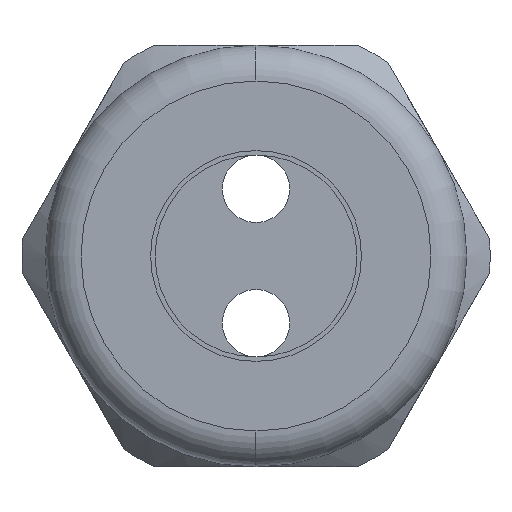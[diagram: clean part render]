
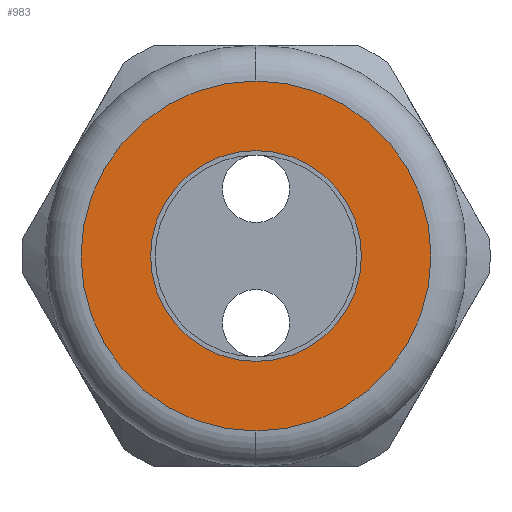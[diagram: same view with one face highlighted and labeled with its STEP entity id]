
A CAD part, left-side view. The second image highlights one B-rep face of the part: STEP entity #983.
In plain terms, the highlighted planar face has unit normal (-1, 0, 0).
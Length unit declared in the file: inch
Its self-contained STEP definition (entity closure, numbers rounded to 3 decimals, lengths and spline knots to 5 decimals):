
#409 = EDGE_CURVE ( 'NONE', #410, #573, #2291, .T. ) ;
#410 = VERTEX_POINT ( 'NONE', #2286 ) ;
#428 = EDGE_CURVE ( 'NONE', #429, #434, #2320, .T. ) ;
#429 = VERTEX_POINT ( 'NONE', #2315 ) ;
#434 = VERTEX_POINT ( 'NONE', #2366 ) ;
#573 = VERTEX_POINT ( 'NONE', #2643 ) ;
#983 = ADVANCED_FACE ( 'NONE', ( #3403, #3402 ), #3401, .T. ) ;
#984 = EDGE_LOOP ( 'NONE', ( #985, #986 ) ) ;
#985 = ORIENTED_EDGE ( 'NONE', *, *, #409, .T. ) ;
#986 = ORIENTED_EDGE ( 'NONE', *, *, #987, .T. ) ;
#987 = EDGE_CURVE ( 'NONE', #573, #410, #3396, .T. ) ;
#988 = EDGE_LOOP ( 'NONE', ( #989, #991 ) ) ;
#989 = ORIENTED_EDGE ( 'NONE', *, *, #990, .T. ) ;
#990 = EDGE_CURVE ( 'NONE', #434, #429, #3391, .T. ) ;
#991 = ORIENTED_EDGE ( 'NONE', *, *, #428, .T. ) ;
#2286 = CARTESIAN_POINT ( 'NONE',  ( -1.37, 0., 0.39 ) ) ;
#2287 = DIRECTION ( 'NONE',  ( 0., 0., 1. ) ) ;
#2288 = DIRECTION ( 'NONE',  ( -1., 0., 0. ) ) ;
#2289 = CARTESIAN_POINT ( 'NONE',  ( -1.37, 0., 0. ) ) ;
#2290 = AXIS2_PLACEMENT_3D ( 'NONE', #2289, #2288, #2287 ) ;
#2291 = CIRCLE ( 'NONE', #2290, 0.39 ) ;
#2315 = CARTESIAN_POINT ( 'NONE',  ( -1.37, 0., 0.235 ) ) ;
#2316 = DIRECTION ( 'NONE',  ( 0., 0., -1. ) ) ;
#2317 = DIRECTION ( 'NONE',  ( 1., 0., 0. ) ) ;
#2318 = CARTESIAN_POINT ( 'NONE',  ( -1.37, 0., 0. ) ) ;
#2319 = AXIS2_PLACEMENT_3D ( 'NONE', #2318, #2317, #2316 ) ;
#2320 = CIRCLE ( 'NONE', #2319, 0.235 ) ;
#2366 = CARTESIAN_POINT ( 'NONE',  ( -1.37, 0., -0.235 ) ) ;
#2643 = CARTESIAN_POINT ( 'NONE',  ( -1.37, 0., -0.39 ) ) ;
#3387 = DIRECTION ( 'NONE',  ( 0., 0., -1. ) ) ;
#3388 = DIRECTION ( 'NONE',  ( 1., 0., 0. ) ) ;
#3389 = CARTESIAN_POINT ( 'NONE',  ( -1.37, 0., 0. ) ) ;
#3390 = AXIS2_PLACEMENT_3D ( 'NONE', #3389, #3388, #3387 ) ;
#3391 = CIRCLE ( 'NONE', #3390, 0.235 ) ;
#3392 = DIRECTION ( 'NONE',  ( 0., 0., 1. ) ) ;
#3393 = DIRECTION ( 'NONE',  ( -1., 0., 0. ) ) ;
#3394 = CARTESIAN_POINT ( 'NONE',  ( -1.37, 0., 0. ) ) ;
#3395 = AXIS2_PLACEMENT_3D ( 'NONE', #3394, #3393, #3392 ) ;
#3396 = CIRCLE ( 'NONE', #3395, 0.39 ) ;
#3397 = DIRECTION ( 'NONE',  ( 0., 0., 1. ) ) ;
#3398 = DIRECTION ( 'NONE',  ( -1., 0., 0. ) ) ;
#3399 = CARTESIAN_POINT ( 'NONE',  ( -1.37, 0.47, 0. ) ) ;
#3400 = AXIS2_PLACEMENT_3D ( 'NONE', #3399, #3398, #3397 ) ;
#3401 = PLANE ( 'NONE',  #3400 ) ;
#3402 = FACE_BOUND ( 'NONE', #988, .T. ) ;
#3403 = FACE_OUTER_BOUND ( 'NONE', #984, .T. ) ;
